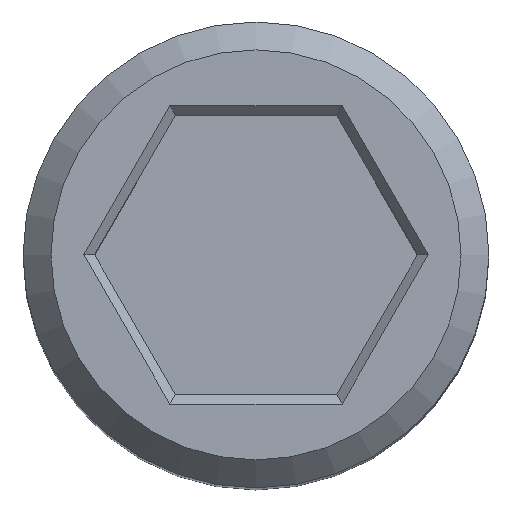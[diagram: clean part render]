
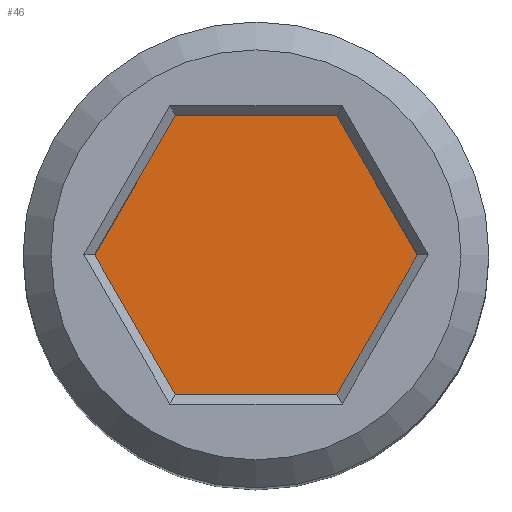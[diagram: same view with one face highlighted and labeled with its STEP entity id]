
A CAD part, top view. The second image highlights one B-rep face of the part: STEP entity #46.
In plain terms, the highlighted planar face has unit normal (0, 0, 1).
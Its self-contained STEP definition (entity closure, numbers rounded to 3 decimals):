
#46 = ADVANCED_FACE( '', ( #105 ), #106, .T. );
#105 = FACE_OUTER_BOUND( '', #178, .T. );
#106 = PLANE( '', #179 );
#178 = EDGE_LOOP( '', ( #247, #248, #249, #250, #251, #252 ) );
#179 = AXIS2_PLACEMENT_3D( '', #253, #254, #255 );
#247 = ORIENTED_EDGE( '', *, *, #396, .T. );
#248 = ORIENTED_EDGE( '', *, *, #397, .T. );
#249 = ORIENTED_EDGE( '', *, *, #398, .T. );
#250 = ORIENTED_EDGE( '', *, *, #399, .T. );
#251 = ORIENTED_EDGE( '', *, *, #400, .T. );
#252 = ORIENTED_EDGE( '', *, *, #401, .T. );
#253 = CARTESIAN_POINT( '', ( 0., 0., 11.9 ) );
#254 = DIRECTION( '', ( 0., 0., 1. ) );
#255 = DIRECTION( '', ( 1., 0., 0. ) );
#396 = EDGE_CURVE( '', #454, #455, #456, .T. );
#397 = EDGE_CURVE( '', #455, #457, #458, .T. );
#398 = EDGE_CURVE( '', #457, #459, #460, .T. );
#399 = EDGE_CURVE( '', #459, #461, #462, .T. );
#400 = EDGE_CURVE( '', #461, #463, #464, .T. );
#401 = EDGE_CURVE( '', #463, #454, #465, .T. );
#454 = VERTEX_POINT( '', #534 );
#455 = VERTEX_POINT( '', #535 );
#456 = LINE( '', #536, #537 );
#457 = VERTEX_POINT( '', #538 );
#458 = LINE( '', #539, #540 );
#459 = VERTEX_POINT( '', #541 );
#460 = LINE( '', #542, #543 );
#461 = VERTEX_POINT( '', #544 );
#462 = LINE( '', #545, #546 );
#463 = VERTEX_POINT( '', #547 );
#464 = LINE( '', #548, #549 );
#465 = LINE( '', #550, #551 );
#534 = CARTESIAN_POINT( '', ( 0.866, 1.5, 11.9 ) );
#535 = CARTESIAN_POINT( '', ( -0.866, 1.5, 11.9 ) );
#536 = CARTESIAN_POINT( '', ( 0.866, 1.5, 11.9 ) );
#537 = VECTOR( '', #644, 1000. );
#538 = CARTESIAN_POINT( '', ( -1.732, 0., 11.9 ) );
#539 = CARTESIAN_POINT( '', ( -0.866, 1.5, 11.9 ) );
#540 = VECTOR( '', #645, 1000. );
#541 = CARTESIAN_POINT( '', ( -0.866, -1.5, 11.9 ) );
#542 = CARTESIAN_POINT( '', ( -1.732, 0., 11.9 ) );
#543 = VECTOR( '', #646, 1000. );
#544 = CARTESIAN_POINT( '', ( 0.866, -1.5, 11.9 ) );
#545 = CARTESIAN_POINT( '', ( -0.866, -1.5, 11.9 ) );
#546 = VECTOR( '', #647, 1000. );
#547 = CARTESIAN_POINT( '', ( 1.732, 0., 11.9 ) );
#548 = CARTESIAN_POINT( '', ( 0.866, -1.5, 11.9 ) );
#549 = VECTOR( '', #648, 1000. );
#550 = CARTESIAN_POINT( '', ( 1.732, 0., 11.9 ) );
#551 = VECTOR( '', #649, 1000. );
#644 = DIRECTION( '', ( -1., 0., 0. ) );
#645 = DIRECTION( '', ( -0.5, -0.866, 0. ) );
#646 = DIRECTION( '', ( 0.5, -0.866, 0. ) );
#647 = DIRECTION( '', ( 1., 0., 0. ) );
#648 = DIRECTION( '', ( 0.5, 0.866, 0. ) );
#649 = DIRECTION( '', ( -0.5, 0.866, 0. ) );
